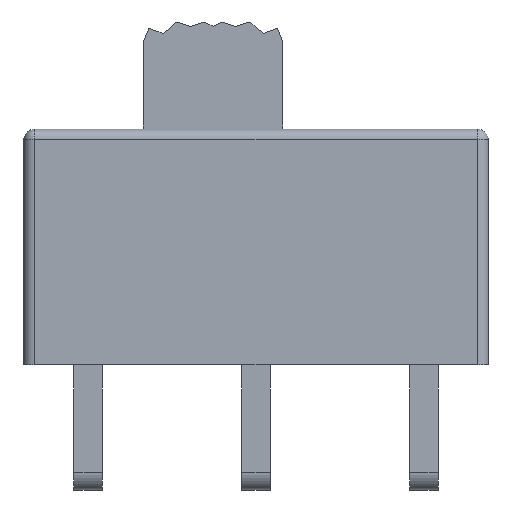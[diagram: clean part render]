
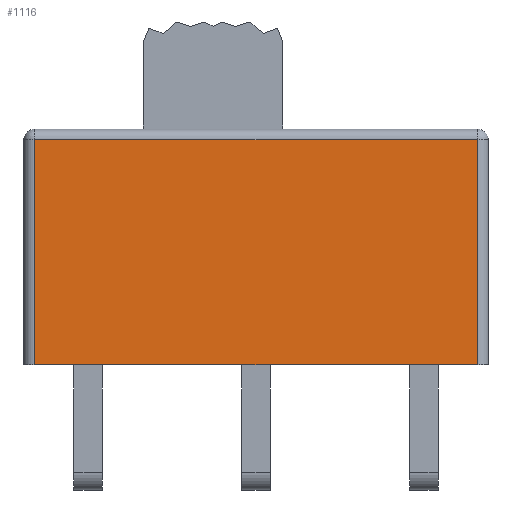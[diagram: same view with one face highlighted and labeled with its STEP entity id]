
A CAD part, left-side view. The second image highlights one B-rep face of the part: STEP entity #1116.
In plain terms, the highlighted planar face has unit normal (-1, 0, 0).
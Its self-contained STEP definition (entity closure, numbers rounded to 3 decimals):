
#127=FACE_OUTER_BOUND('',#188,.T.);
#188=EDGE_LOOP('',(#835,#836,#837,#838));
#278=LINE('',#1731,#397);
#281=LINE('',#1756,#400);
#284=LINE('',#1760,#403);
#293=LINE('',#1784,#412);
#397=VECTOR('',#1383,10.);
#400=VECTOR('',#1410,10.);
#403=VECTOR('',#1415,10.);
#412=VECTOR('',#1444,10.);
#497=VERTEX_POINT('',#1720);
#500=VERTEX_POINT('',#1727);
#509=VERTEX_POINT('',#1749);
#511=VERTEX_POINT('',#1754);
#614=EDGE_CURVE('',#497,#500,#278,.T.);
#625=EDGE_CURVE('',#511,#509,#281,.T.);
#628=EDGE_CURVE('',#509,#497,#284,.T.);
#641=EDGE_CURVE('',#500,#511,#293,.T.);
#835=ORIENTED_EDGE('',*,*,#614,.F.);
#836=ORIENTED_EDGE('',*,*,#628,.F.);
#837=ORIENTED_EDGE('',*,*,#625,.F.);
#838=ORIENTED_EDGE('',*,*,#641,.F.);
#1013=PLANE('',#1212);
#1116=ADVANCED_FACE('',(#127),#1013,.T.);
#1212=AXIS2_PLACEMENT_3D('',#1783,#1442,#1443);
#1383=DIRECTION('',(0.,0.,-1.));
#1410=DIRECTION('',(0.,0.,1.));
#1415=DIRECTION('',(0.,-1.,0.));
#1442=DIRECTION('center_axis',(-1.,0.,0.));
#1443=DIRECTION('ref_axis',(0.,-1.,0.));
#1444=DIRECTION('',(0.,1.,0.));
#1720=CARTESIAN_POINT('',(-3.6,-6.2,6.3));
#1727=CARTESIAN_POINT('',(-3.6,-6.2,0.));
#1731=CARTESIAN_POINT('',(-3.6,-6.2,0.));
#1749=CARTESIAN_POINT('',(-3.6,6.2,6.3));
#1754=CARTESIAN_POINT('',(-3.6,6.2,0.));
#1756=CARTESIAN_POINT('',(-3.6,6.2,0.));
#1760=CARTESIAN_POINT('',(-3.6,3.25,6.3));
#1783=CARTESIAN_POINT('Origin',(-3.6,6.5,0.));
#1784=CARTESIAN_POINT('',(-3.6,-6.5,0.));
